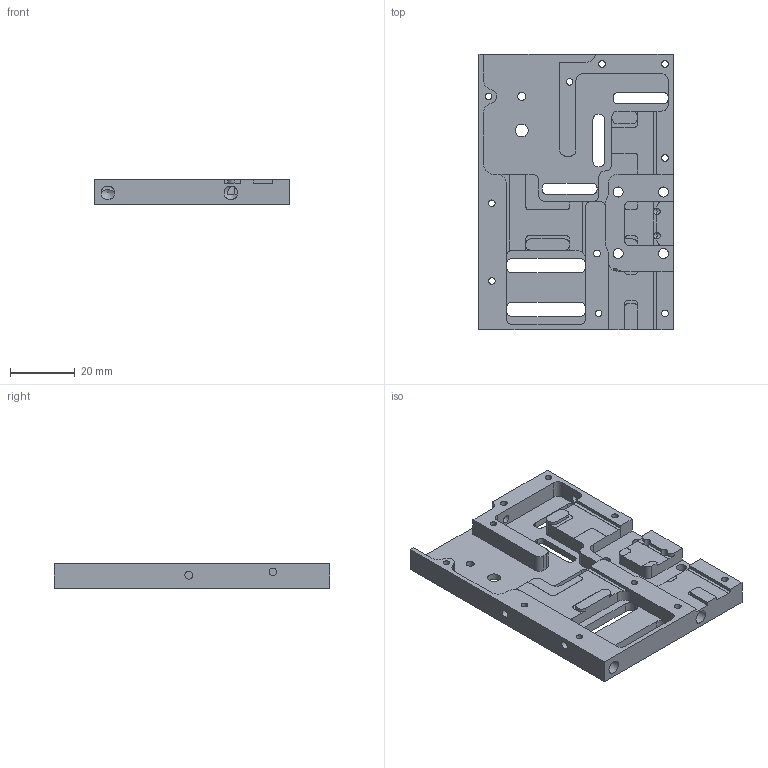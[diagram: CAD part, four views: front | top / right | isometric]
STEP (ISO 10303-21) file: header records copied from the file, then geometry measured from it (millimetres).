
FILE_DESCRIPTION(/* description */ (''),/* implementation_level */ '2;1');
FILE_NAME(/* name */ '059109_C.stp',/* time_stamp */ '2021-03-14T23:16:30+01:00',/* author */ (''),/* organization */ (''),/* preprocessor_version */ 'ST-DEVELOPER v16.7',/* originating_system */ 'SIEMENS PLM Software NX 1934',/* authorisation */ '');
FILE_SCHEMA (('AUTOMOTIVE_DESIGN { 1 0 10303 214 3 1 1 1 }'));
Length unit declared in the file: millimetre
Products named in the file (1): 059109_C-Bottom Cover
Bounding box: 60 x 85 x 7.5 mm (x, y, z)
Volume: 21958.7 mm3; surface area: 15326 mm2
Topology: 1 solids, 1 shells, 237 faces, 749 edges, 501 vertices
Faces by surface type: plane 118, cylinder 106, cone 13
Full cylindrical faces by diameter (mm): 1.6 x1, 2 x3, 2.05 x12, 2.4 x4, 2.5 x1, 3.1 x4, 4 x1, 4.2 x2
Entity records: 8589 total; most frequent: CARTESIAN_POINT 2042, ORIENTED_EDGE 1356, DIRECTION 1337, EDGE_CURVE 678, VERTEX_POINT 470, AXIS2_PLACEMENT_3D 455, LINE 427, VECTOR 427
